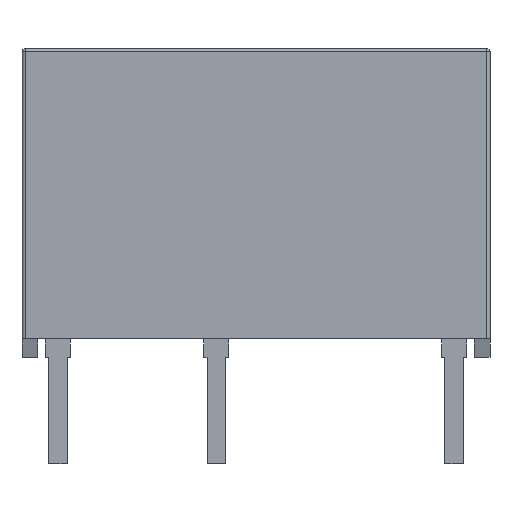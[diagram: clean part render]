
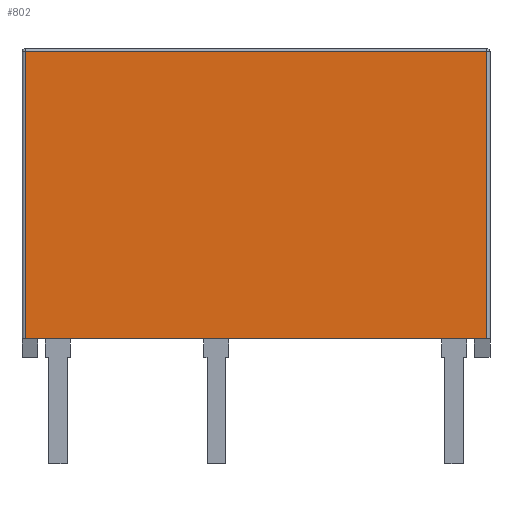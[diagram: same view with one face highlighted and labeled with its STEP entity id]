
A CAD part, front view. The second image highlights one B-rep face of the part: STEP entity #802.
In plain terms, the highlighted planar face has unit normal (0, -1, 0).
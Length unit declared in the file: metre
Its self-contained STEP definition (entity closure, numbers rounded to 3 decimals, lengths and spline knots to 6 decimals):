
#638 = EDGE_CURVE( '', #1522, #1380, #1523, .T. );
#716 = EDGE_CURVE( '', #1632, #1633, #1634, .T. );
#802 = ADVANCED_FACE( '', ( #1748 ), #1749, .T. );
#984 = EDGE_CURVE( '', #1522, #1633, #1968, .T. );
#1020 = EDGE_CURVE( '', #1380, #1632, #2010, .T. );
#1380 = VERTEX_POINT( '', #2481 );
#1522 = VERTEX_POINT( '', #2680 );
#1523 = LINE( '', #2681, #2682 );
#1632 = VERTEX_POINT( '', #2842 );
#1633 = VERTEX_POINT( '', #2843 );
#1634 = LINE( '', #2844, #2845 );
#1748 = FACE_OUTER_BOUND( '', #3010, .T. );
#1749 = PLANE( '', #3011 );
#1968 = LINE( '', #3352, #3353 );
#2010 = LINE( '', #3420, #3421 );
#2481 = CARTESIAN_POINT( '', ( -0.0074, -0.00495, 0.0098 ) );
#2680 = CARTESIAN_POINT( '', ( -0.0074, -0.00495, 0.0006 ) );
#2681 = CARTESIAN_POINT( '', ( -0.0074, -0.00495, 0.0006 ) );
#2682 = VECTOR( '', #3963, 1. );
#2842 = CARTESIAN_POINT( '', ( 0.0074, -0.00495, 0.0098 ) );
#2843 = CARTESIAN_POINT( '', ( 0.0074, -0.00495, 0.0006 ) );
#2844 = CARTESIAN_POINT( '', ( 0.0074, -0.00495, 0.0006 ) );
#2845 = VECTOR( '', #4091, 1. );
#3010 = EDGE_LOOP( '', ( #4247, #4248, #4249, #4250 ) );
#3011 = AXIS2_PLACEMENT_3D( '', #4251, #4252, #4253 );
#3352 = CARTESIAN_POINT( '', ( -0.0075, -0.00495, 0.0006 ) );
#3353 = VECTOR( '', #4585, 1. );
#3420 = CARTESIAN_POINT( '', ( -0.00375, -0.00495, 0.0098 ) );
#3421 = VECTOR( '', #4638, 1. );
#3963 = DIRECTION( '', ( 0., 0., 1. ) );
#4091 = DIRECTION( '', ( 0., 0., -1. ) );
#4247 = ORIENTED_EDGE( '', *, *, #1020, .F. );
#4248 = ORIENTED_EDGE( '', *, *, #638, .F. );
#4249 = ORIENTED_EDGE( '', *, *, #984, .T. );
#4250 = ORIENTED_EDGE( '', *, *, #716, .F. );
#4251 = CARTESIAN_POINT( '', ( -0.0075, -0.00495, 0.0006 ) );
#4252 = DIRECTION( '', ( 0., -1., 0. ) );
#4253 = DIRECTION( '', ( 0., 0., -1. ) );
#4585 = DIRECTION( '', ( 1., 0., 0. ) );
#4638 = DIRECTION( '', ( 1., 0., 0. ) );
